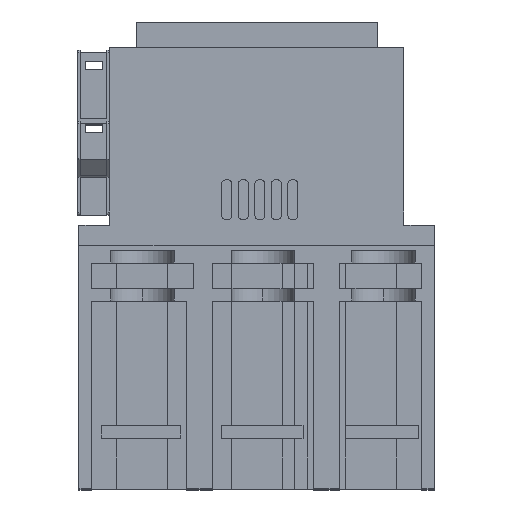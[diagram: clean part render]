
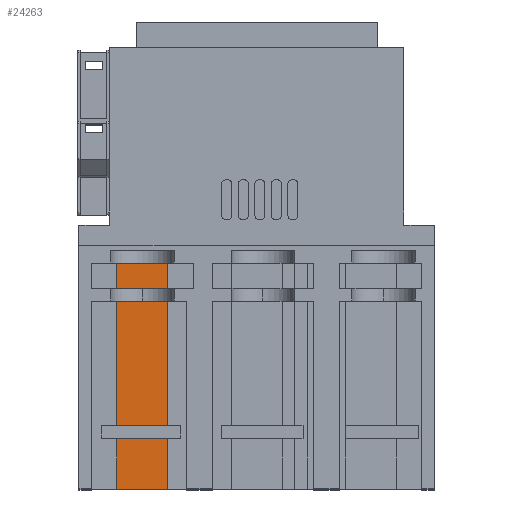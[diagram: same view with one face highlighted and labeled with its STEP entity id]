
A CAD part, top view. The second image highlights one B-rep face of the part: STEP entity #24263.
In plain terms, the highlighted planar face has unit normal (0, 0, 1).
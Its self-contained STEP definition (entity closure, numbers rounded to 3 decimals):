
#2223 = LINE ( 'NONE', #2541, #10783 ) ;
#2398 = VECTOR ( 'NONE', #18782, 1000. ) ;
#2541 = CARTESIAN_POINT ( 'NONE',  ( -35., -38.5, 72.25 ) ) ;
#4129 = VERTEX_POINT ( 'NONE', #13771 ) ;
#6492 = EDGE_CURVE ( 'NONE', #32515, #9154, #2223, .T. ) ;
#6514 = FACE_OUTER_BOUND ( 'NONE', #19536, .T. ) ;
#8968 = CARTESIAN_POINT ( 'NONE',  ( -35., -142.5, 72.25 ) ) ;
#9066 = EDGE_CURVE ( 'NONE', #9449, #9154, #23995, .T. ) ;
#9154 = VERTEX_POINT ( 'NONE', #8968 ) ;
#9449 = VERTEX_POINT ( 'NONE', #19001 ) ;
#10783 = VECTOR ( 'NONE', #30200, 1000. ) ;
#11844 = ORIENTED_EDGE ( 'NONE', *, *, #25224, .T. ) ;
#12092 = ORIENTED_EDGE ( 'NONE', *, *, #9066, .T. ) ;
#12674 = DIRECTION ( 'NONE',  ( 1., 0., 0. ) ) ;
#12996 = DIRECTION ( 'NONE',  ( 0., -1., 0. ) ) ;
#13067 = DIRECTION ( 'NONE',  ( 0., 1., 0. ) ) ;
#13385 = CARTESIAN_POINT ( 'NONE',  ( -63.881, -38.5, 72.25 ) ) ;
#13771 = CARTESIAN_POINT ( 'NONE',  ( -55., -48.5, 72.25 ) ) ;
#15465 = AXIS2_PLACEMENT_3D ( 'NONE', #13385, #20909, #13067 ) ;
#15515 = LINE ( 'NONE', #17522, #32025 ) ;
#17522 = CARTESIAN_POINT ( 'NONE',  ( -65., -48.5, 72.25 ) ) ;
#18334 = VECTOR ( 'NONE', #12996, 1000. ) ;
#18454 = EDGE_CURVE ( 'NONE', #4129, #32515, #15515, .T. ) ;
#18782 = DIRECTION ( 'NONE',  ( 1., 0., 0. ) ) ;
#19001 = CARTESIAN_POINT ( 'NONE',  ( -55., -142.5, 72.25 ) ) ;
#19536 = EDGE_LOOP ( 'NONE', ( #26873, #11844, #12092, #21151 ) ) ;
#20005 = CARTESIAN_POINT ( 'NONE',  ( -35., -48.5, 72.25 ) ) ;
#20909 = DIRECTION ( 'NONE',  ( 0., 0., -1. ) ) ;
#21151 = ORIENTED_EDGE ( 'NONE', *, *, #6492, .F. ) ;
#23995 = LINE ( 'NONE', #26250, #2398 ) ;
#24263 = ADVANCED_FACE ( 'NONE', ( #6514 ), #25735, .F. ) ;
#25224 = EDGE_CURVE ( 'NONE', #4129, #9449, #30519, .T. ) ;
#25735 = PLANE ( 'NONE',  #15465 ) ;
#26250 = CARTESIAN_POINT ( 'NONE',  ( -63.881, -142.5, 72.25 ) ) ;
#26873 = ORIENTED_EDGE ( 'NONE', *, *, #18454, .F. ) ;
#30200 = DIRECTION ( 'NONE',  ( 0., -1., 0. ) ) ;
#30391 = CARTESIAN_POINT ( 'NONE',  ( -55., -38.5, 72.25 ) ) ;
#30519 = LINE ( 'NONE', #30391, #18334 ) ;
#32025 = VECTOR ( 'NONE', #12674, 1000. ) ;
#32515 = VERTEX_POINT ( 'NONE', #20005 ) ;
